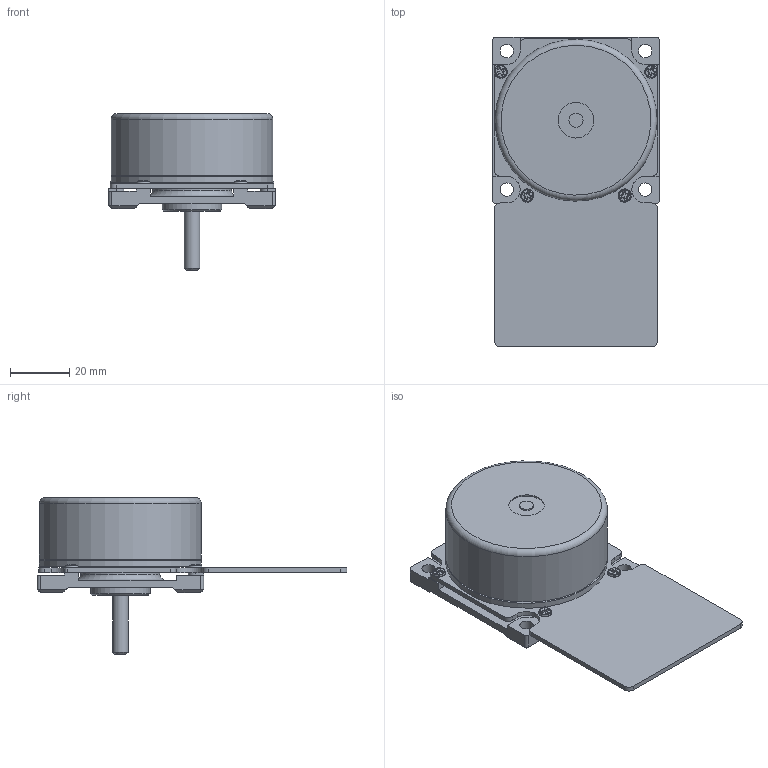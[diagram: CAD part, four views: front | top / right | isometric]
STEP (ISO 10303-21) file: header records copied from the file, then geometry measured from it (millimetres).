
FILE_DESCRIPTION((''),'2;1');
FILE_NAME('45813_OUTER.stp','2014-05-21T18:22:24',('ampex83'),(''),'Autodesk Inventor 2011','Autodesk Inventor 2011','');
FILE_SCHEMA(('AUTOMOTIVE_DESIGN { 1 0 10303 214 1 1 1 1 }'));
Length unit declared in the file: millimetre
Products named in the file (1): 부품15
Bounding box: 56 x 104.2 x 52.8 mm (x, y, z)
Volume: 58412.3 mm3; surface area: 29903.4 mm2
Topology: 1 solids, 5 shells, 309 faces, 827 edges, 543 vertices
Faces by surface type: plane 151, cylinder 73, bspline 48, cone 25, torus 12
Full cylindrical faces by diameter (mm): 2.24 x4, 2.3 x7, 2.6 x4, 4.5 x4, 4.731 x1, 4.911 x1, 5.167 x1, 5.9 x1, 12 x1, 15 x1, 16.5 x1, 19.8 x1, 20 x1, 26.6 x1, 26.8 x1, 27.3 x1, 48.4 x1, 52 x1, 54.4 x2
Entity records: 14622 total; most frequent: CARTESIAN_POINT 7264, ORIENTED_EDGE 1488, DIRECTION 1246, EDGE_CURVE 744, VERTEX_POINT 528, AXIS2_PLACEMENT_3D 448, EDGE_LOOP 418, VECTOR 350
